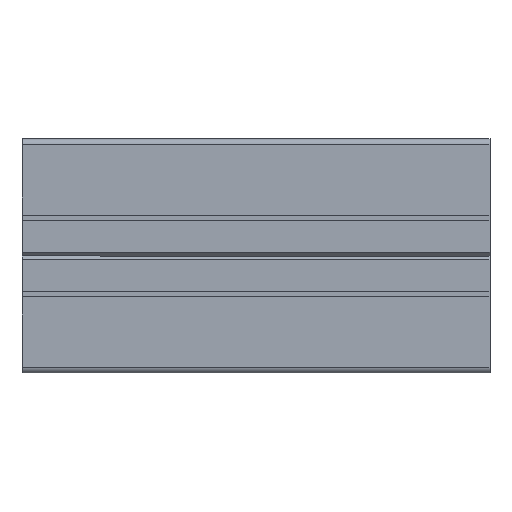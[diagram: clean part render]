
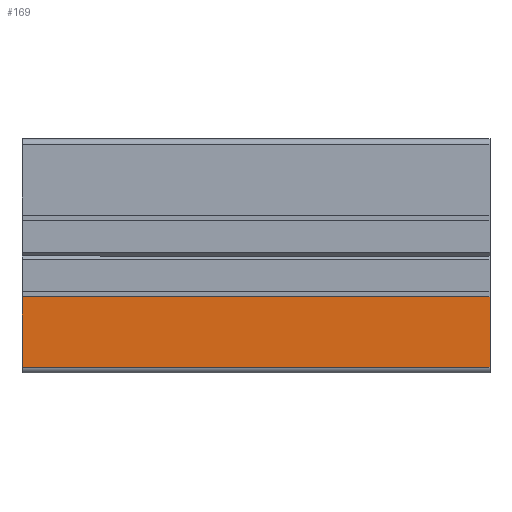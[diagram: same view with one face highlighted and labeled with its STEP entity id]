
A CAD part, left-side view. The second image highlights one B-rep face of the part: STEP entity #169.
In plain terms, the highlighted planar face has unit normal (-1, 0, 0).
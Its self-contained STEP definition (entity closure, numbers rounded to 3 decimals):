
#169=ADVANCED_FACE('',(#411),#412,.T.);
#411=FACE_OUTER_BOUND('',#726,.T.);
#412=PLANE('',#727);
#726=EDGE_LOOP('',(#1136,#1137,#1138,#1139));
#727=AXIS2_PLACEMENT_3D('',#1140,#1141,#1142);
#1136=ORIENTED_EDGE('',*,*,#2083,.T.);
#1137=ORIENTED_EDGE('',*,*,#2084,.F.);
#1138=ORIENTED_EDGE('',*,*,#2085,.T.);
#1139=ORIENTED_EDGE('',*,*,#2086,.T.);
#1140=CARTESIAN_POINT('',(-10.0,0.0,0.));
#1141=DIRECTION('',(-1.0,-0.0,0.0));
#1142=DIRECTION('',(0.0,0.,-1.0));
#2083=EDGE_CURVE('',#2562,#2563,#2564,.T.);
#2084=EDGE_CURVE('',#2565,#2563,#2566,.T.);
#2085=EDGE_CURVE('',#2565,#2567,#2568,.T.);
#2086=EDGE_CURVE('',#2567,#2562,#2569,.T.);
#2562=VERTEX_POINT('',#3237);
#2563=VERTEX_POINT('',#3238);
#2564=LINE('',#3239,#3240);
#2565=VERTEX_POINT('',#3241);
#2566=LINE('',#3242,#3243);
#2567=VERTEX_POINT('',#3244);
#2568=LINE('',#3245,#3246);
#2569=LINE('',#3247,#3248);
#3237=CARTESIAN_POINT('',(-10.0,-40.0,-3.5));
#3238=CARTESIAN_POINT('',(-10.,0.,-3.5));
#3239=CARTESIAN_POINT('',(-10.0,0.,-3.5));
#3240=VECTOR('',#3942,1.0);
#3241=CARTESIAN_POINT('',(-10.0,0.,-9.5));
#3242=CARTESIAN_POINT('',(-10.0,0.,-9.5));
#3243=VECTOR('',#3943,1.0);
#3244=CARTESIAN_POINT('',(-10.0,-40.0,-9.5));
#3245=CARTESIAN_POINT('',(-10.0,0.,-9.5));
#3246=VECTOR('',#3944,1.0);
#3247=CARTESIAN_POINT('',(-10.0,-40.0,-9.5));
#3248=VECTOR('',#3945,1.0);
#3942=DIRECTION('',(0.0,1.0,0.));
#3943=DIRECTION('',(0.0,0.,1.0));
#3944=DIRECTION('',(0.0,-1.0,0.));
#3945=DIRECTION('',(0.0,0.,1.0));
